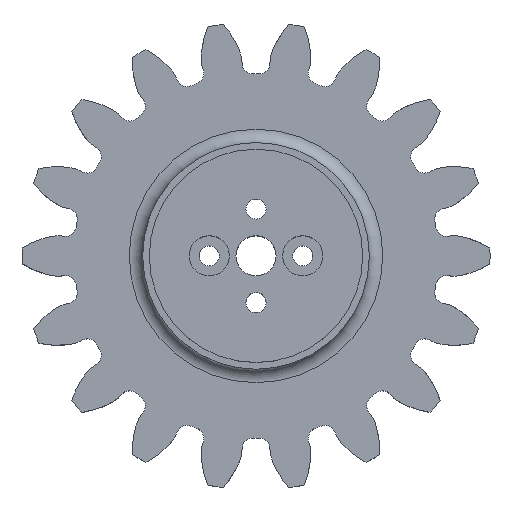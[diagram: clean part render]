
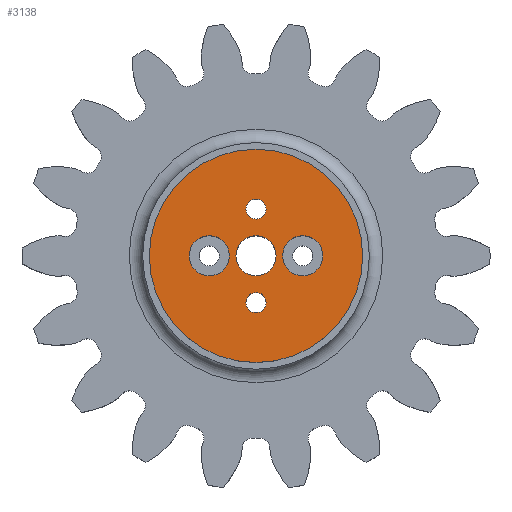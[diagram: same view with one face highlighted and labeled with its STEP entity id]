
A CAD part, top view. The second image highlights one B-rep face of the part: STEP entity #3138.
In plain terms, the highlighted planar face has unit normal (0, 0, 1).
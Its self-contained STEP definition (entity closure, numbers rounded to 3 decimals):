
#64=FACE_BOUND('',#1063,.T.);
#65=FACE_BOUND('',#1064,.T.);
#66=FACE_BOUND('',#1065,.T.);
#67=FACE_BOUND('',#1066,.T.);
#68=FACE_BOUND('',#1067,.T.);
#182=PLANE('',#3453);
#889=FACE_OUTER_BOUND('',#1062,.T.);
#1062=EDGE_LOOP('',(#2968));
#1063=EDGE_LOOP('',(#2969));
#1064=EDGE_LOOP('',(#2970));
#1065=EDGE_LOOP('',(#2971));
#1066=EDGE_LOOP('',(#2972));
#1067=EDGE_LOOP('',(#2973));
#1230=CIRCLE('',#3434,3.);
#1233=CIRCLE('',#3439,3.);
#1236=CIRCLE('',#3444,3.);
#1237=CIRCLE('',#3447,1.5);
#1238=CIRCLE('',#3449,1.5);
#1239=CIRCLE('',#3452,15.95);
#1545=VERTEX_POINT('',#15898);
#1548=VERTEX_POINT('',#15907);
#1551=VERTEX_POINT('',#15916);
#1552=VERTEX_POINT('',#15922);
#1553=VERTEX_POINT('',#15926);
#1554=VERTEX_POINT('',#15932);
#2011=EDGE_CURVE('',#1545,#1545,#1230,.T.);
#2014=EDGE_CURVE('',#1548,#1548,#1233,.T.);
#2018=EDGE_CURVE('',#1551,#1551,#1236,.T.);
#2021=EDGE_CURVE('',#1552,#1552,#1237,.T.);
#2023=EDGE_CURVE('',#1553,#1553,#1238,.T.);
#2026=EDGE_CURVE('',#1554,#1554,#1239,.T.);
#2968=ORIENTED_EDGE('',*,*,#2026,.T.);
#2969=ORIENTED_EDGE('',*,*,#2021,.T.);
#2970=ORIENTED_EDGE('',*,*,#2023,.T.);
#2971=ORIENTED_EDGE('',*,*,#2011,.T.);
#2972=ORIENTED_EDGE('',*,*,#2014,.T.);
#2973=ORIENTED_EDGE('',*,*,#2018,.T.);
#3138=ADVANCED_FACE('',(#889,#64,#65,#66,#67,#68),#182,.T.);
#3434=AXIS2_PLACEMENT_3D('',#15900,#4241,#4242);
#3439=AXIS2_PLACEMENT_3D('',#15908,#4251,#4252);
#3444=AXIS2_PLACEMENT_3D('',#15917,#4262,#4263);
#3447=AXIS2_PLACEMENT_3D('',#15923,#4270,#4271);
#3449=AXIS2_PLACEMENT_3D('',#15927,#4275,#4276);
#3452=AXIS2_PLACEMENT_3D('',#15933,#4283,#4284);
#3453=AXIS2_PLACEMENT_3D('',#15935,#4286,#4287);
#4241=DIRECTION('center_axis',(0.,0.,-1.));
#4242=DIRECTION('ref_axis',(1.,0.,0.));
#4251=DIRECTION('center_axis',(0.,0.,-1.));
#4252=DIRECTION('ref_axis',(1.,0.,0.));
#4262=DIRECTION('center_axis',(0.,0.,-1.));
#4263=DIRECTION('ref_axis',(1.,0.,0.));
#4270=DIRECTION('center_axis',(0.,0.,-1.));
#4271=DIRECTION('ref_axis',(-1.,0.,0.));
#4275=DIRECTION('center_axis',(0.,0.,-1.));
#4276=DIRECTION('ref_axis',(-1.,0.,0.));
#4283=DIRECTION('center_axis',(0.,0.,1.));
#4284=DIRECTION('ref_axis',(-1.,0.,0.));
#4286=DIRECTION('center_axis',(0.,0.,1.));
#4287=DIRECTION('ref_axis',(-1.,0.,0.));
#15898=CARTESIAN_POINT('',(-3.,0.,17.));
#15900=CARTESIAN_POINT('Origin',(0.,0.,
17.));
#15907=CARTESIAN_POINT('',(4.,0.,17.));
#15908=CARTESIAN_POINT('Origin',(7.,0.,
17.));
#15916=CARTESIAN_POINT('',(-10.,0.,17.));
#15917=CARTESIAN_POINT('Origin',(-7.,0.,
17.));
#15922=CARTESIAN_POINT('',(1.5,-7.,17.));
#15923=CARTESIAN_POINT('Origin',(0.,-7.,
17.));
#15926=CARTESIAN_POINT('',(1.5,7.,17.));
#15927=CARTESIAN_POINT('Origin',(0.,7.,17.));
#15932=CARTESIAN_POINT('',(15.95,0.,17.));
#15933=CARTESIAN_POINT('Origin',(0.,0.,17.));
#15935=CARTESIAN_POINT('Origin',(0.,0.,17.));
